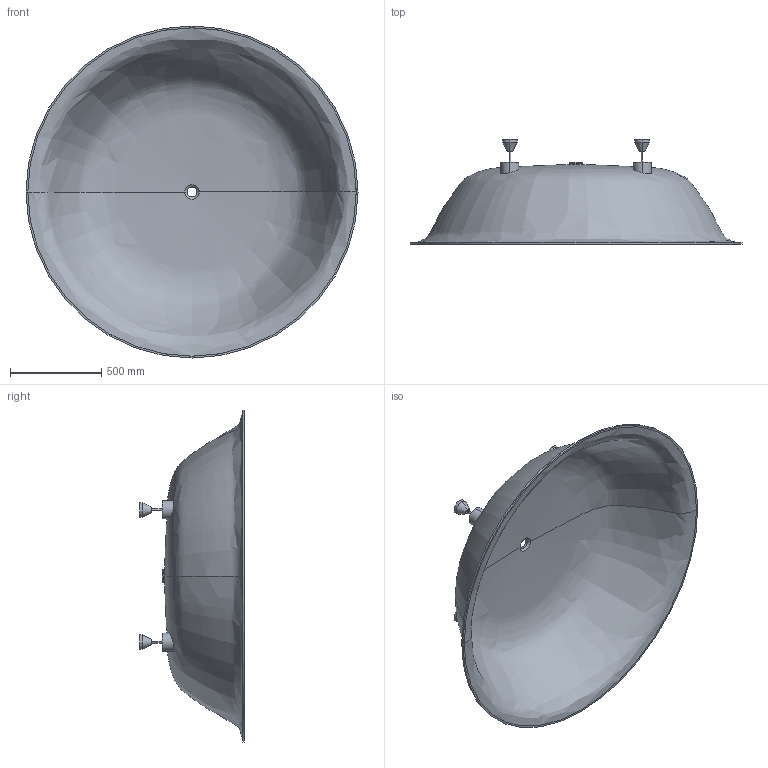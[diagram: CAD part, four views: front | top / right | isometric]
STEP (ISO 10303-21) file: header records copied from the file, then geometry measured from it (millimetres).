
FILE_DESCRIPTION (( 'STEP AP214' ), '1' );
FILE_NAME ('HOR-1.STEP', '2018-04-27T10:28:09', ( 'Admin' ), ( '' ), 'SwSTEP 2.0', 'SolidWorks 2017', '' );
FILE_SCHEMA (( 'AUTOMOTIVE_DESIGN' ));
Length unit declared in the file: millimetre
Products named in the file (1): HOR-1
Bounding box: 1820 x 575 x 1820 mm (x, y, z)
Volume: 37304465.5 mm3; surface area: 7286162.9 mm2
Topology: 2 solids, 2 shells, 65 faces, 130 edges, 80 vertices
Faces by surface type: cylinder 34, plane 15, cone 12, bspline 4
Entity records: 76262 total; most frequent: CARTESIAN_POINT 74835, DIRECTION 310, ORIENTED_EDGE 260, AXIS2_PLACEMENT_3D 132, EDGE_CURVE 130, EDGE_LOOP 80, VERTEX_POINT 80, CIRCLE 70
